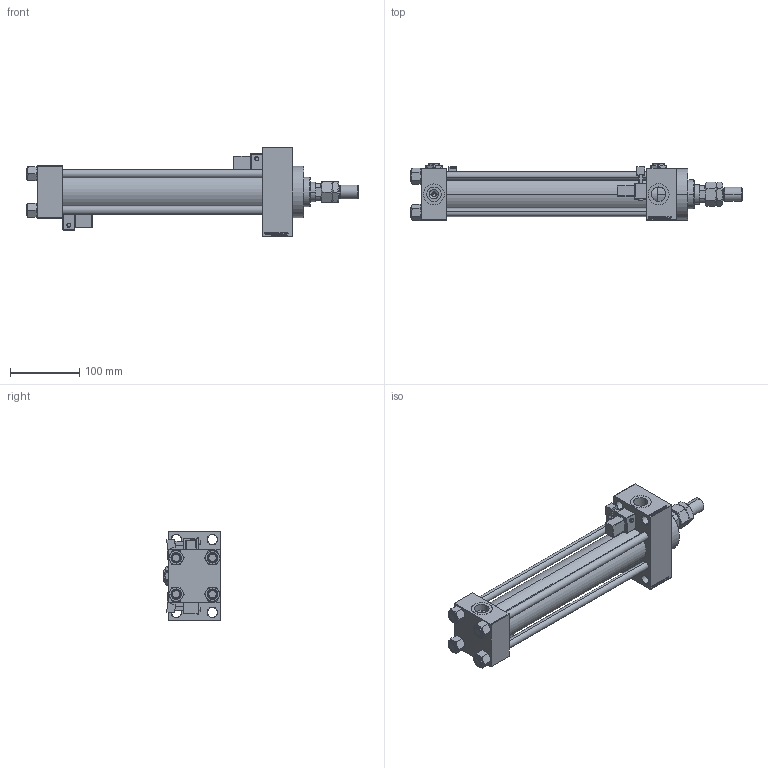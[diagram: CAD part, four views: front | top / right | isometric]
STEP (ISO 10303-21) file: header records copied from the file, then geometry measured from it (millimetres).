
FILE_DESCRIPTION (( 'STEP AP203' ), '1' );
FILE_NAME ('7c58.STEP', '2023-08-23T12:08:35', ( '' ), ( '' ), 'SwSTEP 2.0', 'SolidWorks 2019', '' );
FILE_SCHEMA (( 'CONFIG_CONTROL_DESIGN' ));
Length unit declared in the file: millimetre
Products named in the file (9): V215CR_VCP_D 51011db8879fd0f771c0dcf7a82c0a70; MTA 51011db8879fd0f771c0dcf7a82c0a70; V215_VC_A 51011db8879fd0f771c0dcf7a82c0a70; Zatka_pro_OIL_PORT 51011db8879fd0f771c0dcf7a82c0a70; V215CR_D_Body 51011db8879fd0f771c0dcf7a82c0a70; NUT_M5_D 51011db8879fd0f771c0dcf7a82c0a70; V215CR_MSU 51011db8879fd0f771c0dcf7a82c0a70; V215CR_D_TYCINKA 51011db8879fd0f771c0dcf7a82c0a70; 7c58
Assembly tree (16 placements, depth 2):
  7c58
    V215CR_D_Body 51011db8879fd0f771c0dcf7a82c0a70
    V215CR_VCP_D 51011db8879fd0f771c0dcf7a82c0a70
    NUT_M5_D 51011db8879fd0f771c0dcf7a82c0a70  x4
    V215CR_D_TYCINKA 51011db8879fd0f771c0dcf7a82c0a70  x4
    V215_VC_A 51011db8879fd0f771c0dcf7a82c0a70
    MTA 51011db8879fd0f771c0dcf7a82c0a70
    V215CR_MSU 51011db8879fd0f771c0dcf7a82c0a70  x2
    Zatka_pro_OIL_PORT 51011db8879fd0f771c0dcf7a82c0a70  x2
Bounding box: 478 x 82.27 x 128 mm (x, y, z)
Volume: 1231441.7 mm3; surface area: 324475.6 mm2
Topology: 16 solids, 16 shells, 1407 faces, 3444 edges, 2170 vertices
Faces by surface type: plane 618, bspline 368, cone 212, cylinder 163, sphere 24, torus 22
Entity records: 53094 total; most frequent: CARTESIAN_POINT 26621, ORIENTED_EDGE 5806, DIRECTION 4023, EDGE_CURVE 2903, VERTEX_POINT 1872, LINE 1671, VECTOR 1671, EDGE_LOOP 1311
